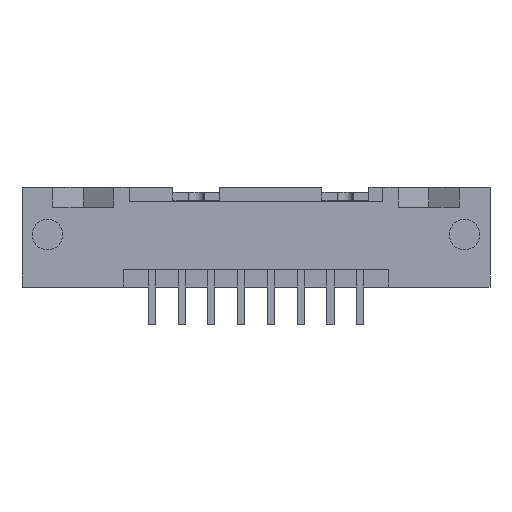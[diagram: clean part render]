
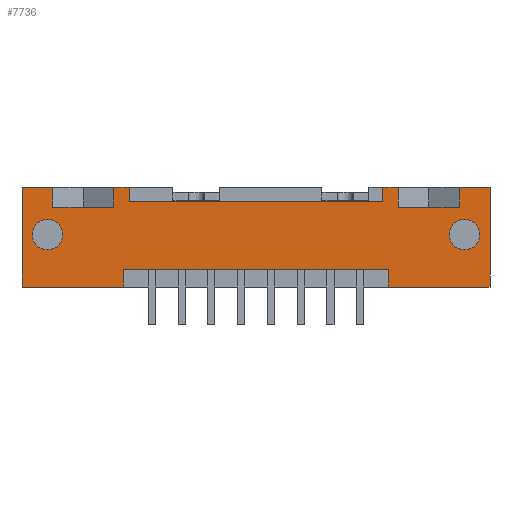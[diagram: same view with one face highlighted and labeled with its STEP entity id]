
A CAD part, front view. The second image highlights one B-rep face of the part: STEP entity #7736.
In plain terms, the highlighted planar face has unit normal (0, -1, 0).
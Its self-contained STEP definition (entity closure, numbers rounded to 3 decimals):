
#5148=CARTESIAN_POINT('',(-10.81,-2.324,7.3));
#5149=VERTEX_POINT('',#5148);
#5164=CARTESIAN_POINT('',(-10.81,-2.324,8.5));
#5165=VERTEX_POINT('',#5164);
#5172=CARTESIAN_POINT('',(-10.81,-2.324,7.9));
#5173=DIRECTION('',(0.0,0.0,-1.0));
#5174=VECTOR('',#5173,1.0);
#5175=LINE('',#5172,#5174);
#5176=EDGE_CURVE('n� 3076',#5165,#5149,#5175,.T.);
#5416=CARTESIAN_POINT('',(-12.13,-2.324,6.8));
#5417=VERTEX_POINT('',#5416);
#5418=CARTESIAN_POINT('',(-12.13,-2.324,8.5));
#5419=VERTEX_POINT('',#5418);
#5420=CARTESIAN_POINT('',(-12.13,-2.324,7.65));
#5421=DIRECTION('',(0.0,0.0,1.0));
#5422=VECTOR('',#5421,1.0);
#5423=LINE('',#5420,#5422);
#5424=EDGE_CURVE('n� 2824',#5417,#5419,#5423,.T.);
#5519=CARTESIAN_POINT('',(-17.33,-2.324,8.5));
#5520=VERTEX_POINT('',#5519);
#5527=CARTESIAN_POINT('',(-17.33,-2.324,6.8));
#5528=VERTEX_POINT('',#5527);
#5529=CARTESIAN_POINT('',(-17.33,-2.324,7.65));
#5530=DIRECTION('',(0.0,0.0,-1.0));
#5531=VECTOR('',#5530,1.0);
#5532=LINE('',#5529,#5531);
#5533=EDGE_CURVE('n� 2763',#5520,#5528,#5532,.T.);
#6451=CARTESIAN_POINT('',(10.81,-2.324,7.3));
#6452=VERTEX_POINT('',#6451);
#6461=CARTESIAN_POINT('',(0.,-2.324,7.3));
#6462=DIRECTION('',(-1.0,0.0,0.0));
#6463=VECTOR('',#6462,1.0);
#6464=LINE('',#6461,#6463);
#6465=EDGE_CURVE('n� 894',#6452,#5149,#6464,.T.);
#6501=CARTESIAN_POINT('',(-19.95,-2.324,8.5));
#6502=VERTEX_POINT('',#6501);
#6509=CARTESIAN_POINT('',(0.,-2.324,8.5));
#6510=DIRECTION('',(-1.0,0.0,0.0));
#6511=VECTOR('',#6510,1.0);
#6512=LINE('',#6509,#6511);
#6513=EDGE_CURVE('n� 888',#5520,#6502,#6512,.T.);
#6519=CARTESIAN_POINT('',(0.,-2.324,8.5));
#6520=DIRECTION('',(-1.0,0.0,0.0));
#6521=VECTOR('',#6520,1.0);
#6522=LINE('',#6519,#6521);
#6523=EDGE_CURVE('n� 892',#5165,#5419,#6522,.T.);
#6536=CARTESIAN_POINT('',(-17.78,-2.324,5.77));
#6537=VERTEX_POINT('',#6536);
#6538=CARTESIAN_POINT('',(-17.78,-2.324,4.47));
#6539=DIRECTION('',(0.0,1.0,0.0));
#6540=DIRECTION('',(0.0,-0.0,1.0));
#6541=AXIS2_PLACEMENT_3D('',#6538,#6539,#6540);
#6542=CIRCLE('',#6541,1.3);
#6543=EDGE_CURVE('n� 883',#6537,#6537,#6542,.T.);
#6556=CARTESIAN_POINT('',(17.78,-2.324,5.77));
#6557=VERTEX_POINT('',#6556);
#6558=CARTESIAN_POINT('',(17.78,-2.324,4.47));
#6559=DIRECTION('',(0.0,1.0,0.0));
#6560=DIRECTION('',(0.0,-0.0,1.0));
#6561=AXIS2_PLACEMENT_3D('',#6558,#6559,#6560);
#6562=CIRCLE('',#6561,1.3);
#6563=EDGE_CURVE('n� 882',#6557,#6557,#6562,.T.);
#6671=CARTESIAN_POINT('',(-11.31,-2.324,1.48));
#6672=VERTEX_POINT('',#6671);
#6687=CARTESIAN_POINT('',(11.31,-2.324,1.48));
#6688=VERTEX_POINT('',#6687);
#6695=CARTESIAN_POINT('',(0.,-2.324,1.48));
#6696=DIRECTION('',(1.0,0.0,0.0));
#6697=VECTOR('',#6696,1.0);
#6698=LINE('',#6695,#6697);
#6699=EDGE_CURVE('n� 884',#6672,#6688,#6698,.T.);
#6730=CARTESIAN_POINT('',(12.13,-2.324,6.8));
#6731=VERTEX_POINT('',#6730);
#6738=CARTESIAN_POINT('',(17.33,-2.324,6.8));
#6739=VERTEX_POINT('',#6738);
#6740=CARTESIAN_POINT('',(0.,-2.324,6.8));
#6741=DIRECTION('',(-1.0,0.0,0.0));
#6742=VECTOR('',#6741,1.0);
#6743=LINE('',#6740,#6742);
#6744=EDGE_CURVE('n� 898',#6739,#6731,#6743,.T.);
#6780=CARTESIAN_POINT('',(0.,-2.324,6.8));
#6781=DIRECTION('',(-1.0,0.0,0.0));
#6782=VECTOR('',#6781,1.0);
#6783=LINE('',#6780,#6782);
#6784=EDGE_CURVE('n� 890',#5417,#5528,#6783,.T.);
#7201=CARTESIAN_POINT('',(10.81,-2.324,8.5));
#7202=VERTEX_POINT('',#7201);
#7211=CARTESIAN_POINT('',(10.81,-2.324,4.25));
#7212=DIRECTION('',(0.0,0.0,-1.0));
#7213=VECTOR('',#7212,1.0);
#7214=LINE('',#7211,#7213);
#7215=EDGE_CURVE('n� 895',#7202,#6452,#7214,.T.);
#7234=CARTESIAN_POINT('',(12.13,-2.324,8.5));
#7235=VERTEX_POINT('',#7234);
#7242=CARTESIAN_POINT('',(12.13,-2.324,4.25));
#7243=DIRECTION('',(0.0,0.0,1.0));
#7244=VECTOR('',#7243,1.0);
#7245=LINE('',#7242,#7244);
#7246=EDGE_CURVE('n� 897',#6731,#7235,#7245,.T.);
#7305=CARTESIAN_POINT('',(17.33,-2.324,8.5));
#7306=VERTEX_POINT('',#7305);
#7307=CARTESIAN_POINT('',(17.33,-2.324,4.25));
#7308=DIRECTION('',(0.0,0.0,-1.0));
#7309=VECTOR('',#7308,1.0);
#7310=LINE('',#7307,#7309);
#7311=EDGE_CURVE('n� 899',#7306,#6739,#7310,.T.);
#7423=CARTESIAN_POINT('',(-11.31,-2.324,0.0));
#7424=VERTEX_POINT('',#7423);
#7433=CARTESIAN_POINT('',(-11.31,-2.324,4.25));
#7434=DIRECTION('',(0.0,0.0,1.0));
#7435=VECTOR('',#7434,1.0);
#7436=LINE('',#7433,#7435);
#7437=EDGE_CURVE('n� 885',#7424,#6672,#7436,.T.);
#7456=CARTESIAN_POINT('',(-19.95,-2.324,0.0));
#7457=VERTEX_POINT('',#7456);
#7464=CARTESIAN_POINT('',(-19.95,-2.324,4.25));
#7465=DIRECTION('',(0.0,0.0,-1.0));
#7466=VECTOR('',#7465,1.0);
#7467=LINE('',#7464,#7466);
#7468=EDGE_CURVE('n� 887',#6502,#7457,#7467,.T.);
#7636=CARTESIAN_POINT('',(19.95,-2.324,8.5));
#7637=VERTEX_POINT('',#7636);
#7646=CARTESIAN_POINT('',(19.95,-2.324,0.0));
#7647=VERTEX_POINT('',#7646);
#7648=CARTESIAN_POINT('',(19.95,-2.324,4.25));
#7649=DIRECTION('',(0.0,0.0,1.0));
#7650=VECTOR('',#7649,1.0);
#7651=LINE('',#7648,#7650);
#7652=EDGE_CURVE('n� 901',#7647,#7637,#7651,.T.);
#7676=ORIENTED_EDGE('',*,*,#6563,.T.);
#7677=EDGE_LOOP('',(#7676));
#7678=FACE_OUTER_BOUND('',#7677,.T.);
#7679=ORIENTED_EDGE('',*,*,#6543,.T.);
#7680=EDGE_LOOP('',(#7679));
#7681=FACE_BOUND('',#7680,.T.);
#7682=ORIENTED_EDGE('',*,*,#7437,.T.);
#7683=ORIENTED_EDGE('',*,*,#6699,.T.);
#7684=CARTESIAN_POINT('',(11.31,-2.324,0.0));
#7685=VERTEX_POINT('',#7684);
#7686=CARTESIAN_POINT('',(11.31,-2.324,0.74));
#7687=DIRECTION('',(-0.0,0.0,1.0));
#7688=VECTOR('',#7687,1.0);
#7689=LINE('',#7686,#7688);
#7690=EDGE_CURVE('n� 861',#7685,#6688,#7689,.T.);
#7691=ORIENTED_EDGE('',*,*,#7690,.F.);
#7692=CARTESIAN_POINT('',(0.,-2.324,0.0));
#7693=DIRECTION('',(-1.0,0.0,0.0));
#7694=VECTOR('',#7693,1.0);
#7695=LINE('',#7692,#7694);
#7696=EDGE_CURVE('n� 395',#7647,#7685,#7695,.T.);
#7697=ORIENTED_EDGE('',*,*,#7696,.F.);
#7698=ORIENTED_EDGE('',*,*,#7652,.T.);
#7699=CARTESIAN_POINT('',(0.,-2.324,8.5));
#7700=DIRECTION('',(1.0,0.0,0.0));
#7701=VECTOR('',#7700,1.0);
#7702=LINE('',#7699,#7701);
#7703=EDGE_CURVE('n� 489',#7306,#7637,#7702,.T.);
#7704=ORIENTED_EDGE('',*,*,#7703,.F.);
#7705=ORIENTED_EDGE('',*,*,#7311,.T.);
#7706=ORIENTED_EDGE('',*,*,#6744,.T.);
#7707=ORIENTED_EDGE('',*,*,#7246,.T.);
#7708=CARTESIAN_POINT('',(0.,-2.324,8.5));
#7709=DIRECTION('',(1.0,0.0,0.0));
#7710=VECTOR('',#7709,1.0);
#7711=LINE('',#7708,#7710);
#7712=EDGE_CURVE('n� 494',#7202,#7235,#7711,.T.);
#7713=ORIENTED_EDGE('',*,*,#7712,.F.);
#7714=ORIENTED_EDGE('',*,*,#7215,.T.);
#7715=ORIENTED_EDGE('',*,*,#6465,.T.);
#7716=ORIENTED_EDGE('',*,*,#5176,.F.);
#7717=ORIENTED_EDGE('',*,*,#6523,.T.);
#7718=ORIENTED_EDGE('',*,*,#5424,.F.);
#7719=ORIENTED_EDGE('',*,*,#6784,.T.);
#7720=ORIENTED_EDGE('',*,*,#5533,.F.);
#7721=ORIENTED_EDGE('',*,*,#6513,.T.);
#7722=ORIENTED_EDGE('',*,*,#7468,.T.);
#7723=CARTESIAN_POINT('',(0.,-2.324,0.0));
#7724=DIRECTION('',(-1.0,0.0,-0.0));
#7725=VECTOR('',#7724,1.0);
#7726=LINE('',#7723,#7725);
#7727=EDGE_CURVE('n� 405',#7424,#7457,#7726,.T.);
#7728=ORIENTED_EDGE('',*,*,#7727,.F.);
#7729=EDGE_LOOP('',(
    #7682,#7683,#7691,#7697,#7698,#7704,#7705,#7706,#7707,#7713,
    #7714,#7715,#7716,#7717,#7718,#7719,#7720,#7721,#7722,#7728));
#7730=FACE_BOUND('',#7729,.T.);
#7731=CARTESIAN_POINT('',(-19.95,-2.324,0.0));
#7732=DIRECTION('',(0.0,-1.0,0.0));
#7733=DIRECTION('',(1.0,0.0,0.0));
#7734=AXIS2_PLACEMENT_3D('',#7731,#7732,#7733);
#7735=PLANE('',#7734);
#7736=ADVANCED_FACE('n� 877',(#7678,#7681,#7730),#7735,.T.);
